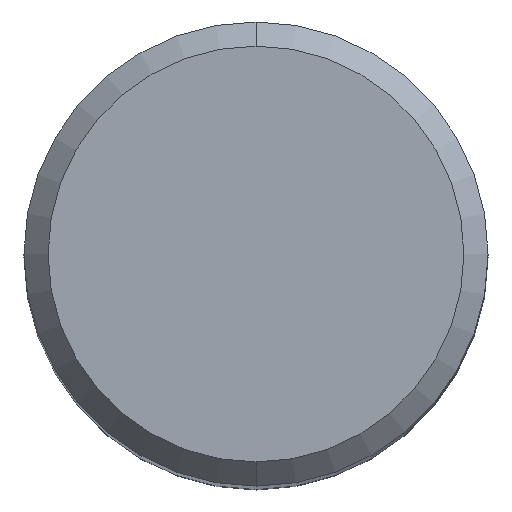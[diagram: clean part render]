
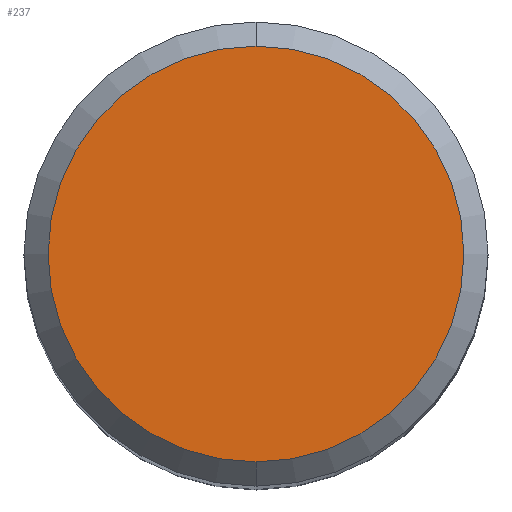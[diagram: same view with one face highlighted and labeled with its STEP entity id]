
A CAD part, top view. The second image highlights one B-rep face of the part: STEP entity #237.
In plain terms, the highlighted planar face has unit normal (0, 0, 1).
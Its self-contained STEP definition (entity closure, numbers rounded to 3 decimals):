
#225=VERTEX_POINT('',#469);
#227=EDGE_CURVE('',#225,#309,#471,.T.);
#237=ADVANCED_FACE('',(#482),#483,.T.);
#257=EDGE_CURVE('',#309,#225,#505,.T.);
#309=VERTEX_POINT('',#563);
#469=CARTESIAN_POINT('',(0.0,4.3,0.));
#471=CIRCLE('',#745,4.3);
#482=FACE_OUTER_BOUND('',#759,.T.);
#483=PLANE('',#760);
#505=CIRCLE('',#788,4.3);
#563=CARTESIAN_POINT('',(0.,-4.3,0.));
#745=AXIS2_PLACEMENT_3D('',#1061,#1062,#1063);
#759=EDGE_LOOP('',(#1082,#1083));
#760=AXIS2_PLACEMENT_3D('',#1084,#1085,#1086);
#788=AXIS2_PLACEMENT_3D('',#1107,#1108,#1109);
#1061=CARTESIAN_POINT('',(0.0,0.0,0.));
#1062=DIRECTION('',(0.0,0.0,-1.0));
#1063=DIRECTION('',(0.0,1.0,0.0));
#1082=ORIENTED_EDGE('',*,*,#227,.F.);
#1083=ORIENTED_EDGE('',*,*,#257,.F.);
#1084=CARTESIAN_POINT('',(0.0,2.15,0.));
#1085=DIRECTION('',(-0.0,0.0,1.0));
#1086=DIRECTION('',(0.0,-1.0,0.0));
#1107=CARTESIAN_POINT('',(0.0,0.0,0.));
#1108=DIRECTION('',(0.0,0.0,-1.0));
#1109=DIRECTION('',(0.0,1.0,0.0));
